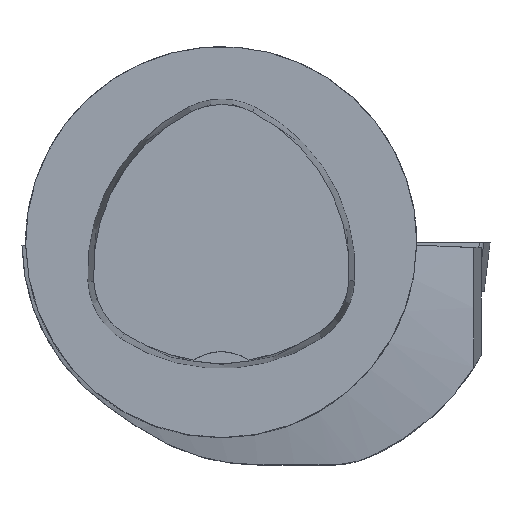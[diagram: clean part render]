
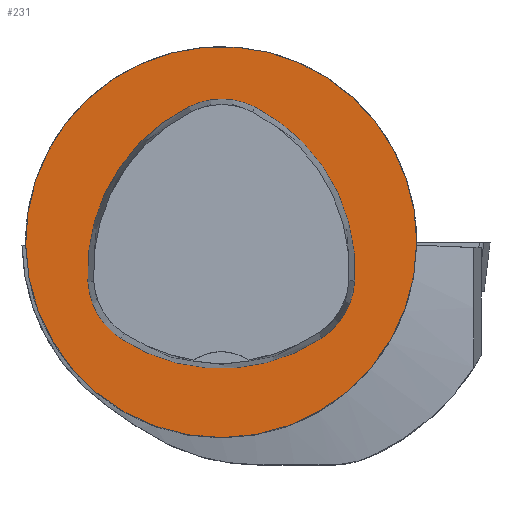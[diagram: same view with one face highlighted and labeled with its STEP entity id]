
A CAD part, top view. The second image highlights one B-rep face of the part: STEP entity #231.
In plain terms, the highlighted planar face has unit normal (0, 0, 1).
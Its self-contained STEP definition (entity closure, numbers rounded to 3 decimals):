
#231=ADVANCED_FACE('',(#475,#476),#284,.T.);
#284=PLANE('',#1381);
#475=FACE_BOUND('',#526,.T.);
#476=FACE_BOUND('',#527,.T.);
#526=EDGE_LOOP('',(#733,#734,#735,#736,#737,#738));
#527=EDGE_LOOP('',(#739));
#733=ORIENTED_EDGE('',*,*,#1114,.F.);
#734=ORIENTED_EDGE('',*,*,#1109,.F.);
#735=ORIENTED_EDGE('',*,*,#1104,.F.);
#736=ORIENTED_EDGE('',*,*,#1101,.F.);
#737=ORIENTED_EDGE('',*,*,#1098,.F.);
#738=ORIENTED_EDGE('',*,*,#1094,.F.);
#739=ORIENTED_EDGE('',*,*,#1072,.T.);
#949=VERTEX_POINT('',#2036);
#969=VERTEX_POINT('',#2128);
#970=VERTEX_POINT('',#2129);
#973=VERTEX_POINT('',#2137);
#975=VERTEX_POINT('',#2143);
#977=VERTEX_POINT('',#2149);
#981=VERTEX_POINT('',#2162);
#1072=EDGE_CURVE('',#949,#949,#1188,.T.);
#1094=EDGE_CURVE('',#969,#970,#1191,.T.);
#1098=EDGE_CURVE('',#970,#973,#1193,.T.);
#1101=EDGE_CURVE('',#973,#975,#1195,.T.);
#1104=EDGE_CURVE('',#975,#977,#1197,.T.);
#1109=EDGE_CURVE('',#977,#981,#1200,.T.);
#1114=EDGE_CURVE('',#981,#969,#1203,.T.);
#1188=CIRCLE('',#1349,16.);
#1191=CIRCLE('',#1359,15.);
#1193=CIRCLE('',#1362,6.);
#1195=CIRCLE('',#1365,15.);
#1197=CIRCLE('',#1368,6.);
#1200=CIRCLE('',#1372,15.);
#1203=CIRCLE('',#1376,6.);
#1349=AXIS2_PLACEMENT_3D('',#2035,#1581,#1582);
#1359=AXIS2_PLACEMENT_3D('',#2127,#1605,#1606);
#1362=AXIS2_PLACEMENT_3D('',#2136,#1613,#1614);
#1365=AXIS2_PLACEMENT_3D('',#2142,#1620,#1621);
#1368=AXIS2_PLACEMENT_3D('',#2148,#1627,#1628);
#1372=AXIS2_PLACEMENT_3D('',#2161,#1636,#1637);
#1376=AXIS2_PLACEMENT_3D('',#2174,#1645,#1646);
#1381=AXIS2_PLACEMENT_3D('',#2179,#1655,#1656);
#1581=DIRECTION('',(0.,0.,1.));
#1582=DIRECTION('',(1.,0.,0.));
#1605=DIRECTION('',(0.,0.,1.));
#1606=DIRECTION('',(1.,0.,0.));
#1613=DIRECTION('',(0.,0.,1.));
#1614=DIRECTION('',(1.,0.,0.));
#1620=DIRECTION('',(0.,0.,1.));
#1621=DIRECTION('',(1.,0.,0.));
#1627=DIRECTION('',(0.,0.,1.));
#1628=DIRECTION('',(1.,0.,0.));
#1636=DIRECTION('',(0.,0.,1.));
#1637=DIRECTION('',(1.,0.,0.));
#1645=DIRECTION('',(0.,0.,1.));
#1646=DIRECTION('',(1.,0.,0.));
#1655=DIRECTION('',(0.,0.,1.));
#1656=DIRECTION('',(-1.,0.,0.));
#2035=CARTESIAN_POINT('',(0.,0.,0.));
#2036=CARTESIAN_POINT('',(16.,0.,0.));
#2127=CARTESIAN_POINT('',(-4.048,-2.316,0.));
#2128=CARTESIAN_POINT('',(10.926,-3.206,0.));
#2129=CARTESIAN_POINT('',(2.774,11.043,0.));
#2136=CARTESIAN_POINT('',(0.045,5.7,0.));
#2137=CARTESIAN_POINT('',(-2.638,11.066,0.));
#2142=CARTESIAN_POINT('',(4.07,-2.35,0.));
#2143=CARTESIAN_POINT('',(-10.903,-3.249,0.));
#2148=CARTESIAN_POINT('',(-4.914,-2.889,0.));
#2149=CARTESIAN_POINT('',(-8.177,-7.924,0.));
#2161=CARTESIAN_POINT('',(-0.019,4.663,0.));
#2162=CARTESIAN_POINT('',(8.24,-7.859,0.));
#2174=CARTESIAN_POINT('',(4.936,-2.85,0.));
#2179=CARTESIAN_POINT('',(0.,0.,0.));
